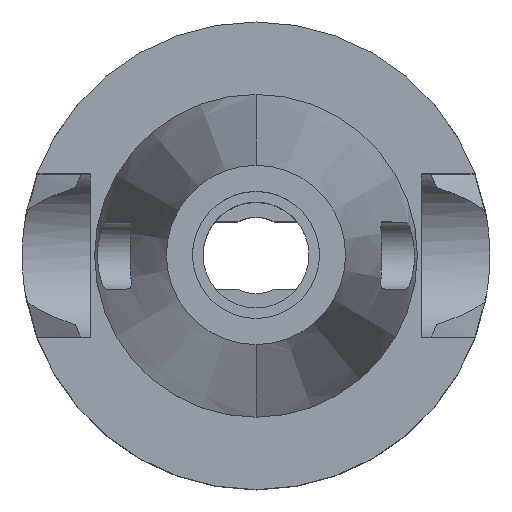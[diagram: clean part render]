
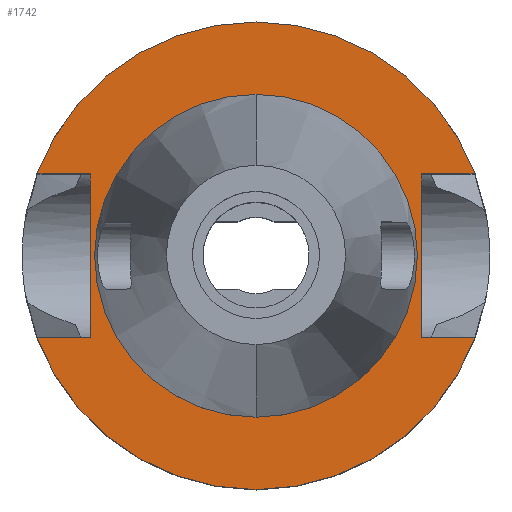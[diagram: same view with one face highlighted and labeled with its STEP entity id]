
A CAD part, top view. The second image highlights one B-rep face of the part: STEP entity #1742.
In plain terms, the highlighted planar face has unit normal (0, 0, 1).
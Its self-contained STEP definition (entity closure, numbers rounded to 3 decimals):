
#228=DIRECTION('',(0.,1.,0.));
#229=VECTOR('',#228,16.1);
#230=CARTESIAN_POINT('',(-16.3,-8.05,-1.));
#231=LINE('',#230,#229);
#235=DIRECTION('',(-1.,0.,0.));
#236=VECTOR('',#235,5.245);
#237=CARTESIAN_POINT('',(-16.3,8.05,-1.));
#238=LINE('',#237,#236);
#242=CARTESIAN_POINT('',(0.,0.,-1.));
#243=DIRECTION('',(0.,0.,-1.));
#244=DIRECTION('',(-0.937,0.35,0.));
#245=AXIS2_PLACEMENT_3D('',#242,#243,#244);
#250=CARTESIAN_POINT('',(0.,0.,-1.));
#251=DIRECTION('',(0.,0.,-1.));
#252=DIRECTION('',(0.,1.,0.));
#253=AXIS2_PLACEMENT_3D('',#250,#251,#252);
#258=DIRECTION('',(0.,-1.,0.));
#259=VECTOR('',#258,16.1);
#260=CARTESIAN_POINT('',(16.3,8.05,-1.));
#261=LINE('',#260,#259);
#265=DIRECTION('',(1.,0.,0.));
#266=VECTOR('',#265,5.245);
#267=CARTESIAN_POINT('',(16.3,-8.05,-1.));
#268=LINE('',#267,#266);
#272=CARTESIAN_POINT('',(0.,0.,-1.));
#273=DIRECTION('',(0.,0.,-1.));
#274=DIRECTION('',(0.937,-0.35,0.));
#275=AXIS2_PLACEMENT_3D('',#272,#273,#274);
#280=CARTESIAN_POINT('',(0.,0.,-1.));
#281=DIRECTION('',(0.,0.,-1.));
#282=DIRECTION('',(0.,-1.,0.));
#283=AXIS2_PLACEMENT_3D('',#280,#281,#282);
#288=CARTESIAN_POINT('',(0.,0.,-1.));
#289=DIRECTION('',(0.,0.,1.));
#290=DIRECTION('',(0.,-1.,0.));
#291=AXIS2_PLACEMENT_3D('',#288,#289,#290);
#296=CARTESIAN_POINT('',(0.,0.,-1.));
#297=DIRECTION('',(0.,0.,1.));
#298=DIRECTION('',(0.,1.,0.));
#299=AXIS2_PLACEMENT_3D('',#296,#297,#298);
#344=DIRECTION('',(-1.,0.,0.));
#345=VECTOR('',#344,5.245);
#346=CARTESIAN_POINT('',(-16.3,-8.05,-1.));
#347=LINE('',#346,#345);
#467=DIRECTION('',(1.,0.,0.));
#468=VECTOR('',#467,5.245);
#469=CARTESIAN_POINT('',(16.3,8.05,-1.));
#470=LINE('',#469,#468);
#1500=CARTESIAN_POINT('',(0.,15.875,-1.));
#1501=VERTEX_POINT('',#1500);
#1502=CARTESIAN_POINT('',(0.,-15.875,-1.));
#1503=VERTEX_POINT('',#1502);
#1504=CARTESIAN_POINT('',(-16.3,-8.05,-1.));
#1505=CARTESIAN_POINT('',(-16.3,8.05,-1.));
#1506=VERTEX_POINT('',#1504);
#1507=VERTEX_POINT('',#1505);
#1508=CARTESIAN_POINT('',(-21.545,8.05,-1.));
#1509=VERTEX_POINT('',#1508);
#1510=CARTESIAN_POINT('',(0.,23.,-1.));
#1511=CARTESIAN_POINT('',(21.545,8.05,-1.));
#1512=VERTEX_POINT('',#1510);
#1513=VERTEX_POINT('',#1511);
#1514=CARTESIAN_POINT('',(16.3,8.05,-1.));
#1515=VERTEX_POINT('',#1514);
#1516=CARTESIAN_POINT('',(16.3,-8.05,-1.));
#1517=VERTEX_POINT('',#1516);
#1518=CARTESIAN_POINT('',(21.545,-8.05,-1.));
#1519=VERTEX_POINT('',#1518);
#1520=CARTESIAN_POINT('',(0.,-23.,-1.));
#1521=CARTESIAN_POINT('',(-21.545,-8.05,-1.));
#1522=VERTEX_POINT('',#1520);
#1523=VERTEX_POINT('',#1521);
#1711=CARTESIAN_POINT('',(0.,0.,-1.));
#1712=DIRECTION('',(0.,0.,-1.));
#1713=DIRECTION('',(0.,-1.,0.));
#1714=AXIS2_PLACEMENT_3D('',#1711,#1712,#1713);
#1715=PLANE('',#1714);
#1717=ORIENTED_EDGE('',*,*,#1716,.T.);
#1719=ORIENTED_EDGE('',*,*,#1718,.T.);
#1721=ORIENTED_EDGE('',*,*,#1720,.T.);
#1723=ORIENTED_EDGE('',*,*,#1722,.T.);
#1725=ORIENTED_EDGE('',*,*,#1724,.F.);
#1727=ORIENTED_EDGE('',*,*,#1726,.T.);
#1729=ORIENTED_EDGE('',*,*,#1728,.T.);
#1731=ORIENTED_EDGE('',*,*,#1730,.T.);
#1733=ORIENTED_EDGE('',*,*,#1732,.T.);
#1735=ORIENTED_EDGE('',*,*,#1734,.F.);
#1736=EDGE_LOOP('',(#1717,#1719,#1721,#1723,#1725,#1727,#1729,#1731,#1733,
#1735));
#1737=FACE_OUTER_BOUND('',#1736,.F.);
#1738=ORIENTED_EDGE('',*,*,#1690,.T.);
#1739=ORIENTED_EDGE('',*,*,#1706,.T.);
#1740=EDGE_LOOP('',(#1738,#1739));
#1741=FACE_BOUND('',#1740,.F.);
#246=CIRCLE('',#245,23.);
#254=CIRCLE('',#253,23.);
#276=CIRCLE('',#275,23.);
#284=CIRCLE('',#283,23.);
#292=CIRCLE('',#291,15.875);
#300=CIRCLE('',#299,15.875);
#1690=EDGE_CURVE('',#1503,#1501,#292,.T.);
#1706=EDGE_CURVE('',#1501,#1503,#300,.T.);
#1716=EDGE_CURVE('',#1506,#1507,#231,.T.);
#1718=EDGE_CURVE('',#1507,#1509,#238,.T.);
#1720=EDGE_CURVE('',#1509,#1512,#246,.T.);
#1722=EDGE_CURVE('',#1512,#1513,#254,.T.);
#1724=EDGE_CURVE('',#1515,#1513,#470,.T.);
#1726=EDGE_CURVE('',#1515,#1517,#261,.T.);
#1728=EDGE_CURVE('',#1517,#1519,#268,.T.);
#1730=EDGE_CURVE('',#1519,#1522,#276,.T.);
#1732=EDGE_CURVE('',#1522,#1523,#284,.T.);
#1734=EDGE_CURVE('',#1506,#1523,#347,.T.);
#1742=ADVANCED_FACE('',(#1737,#1741),#1715,.F.);
